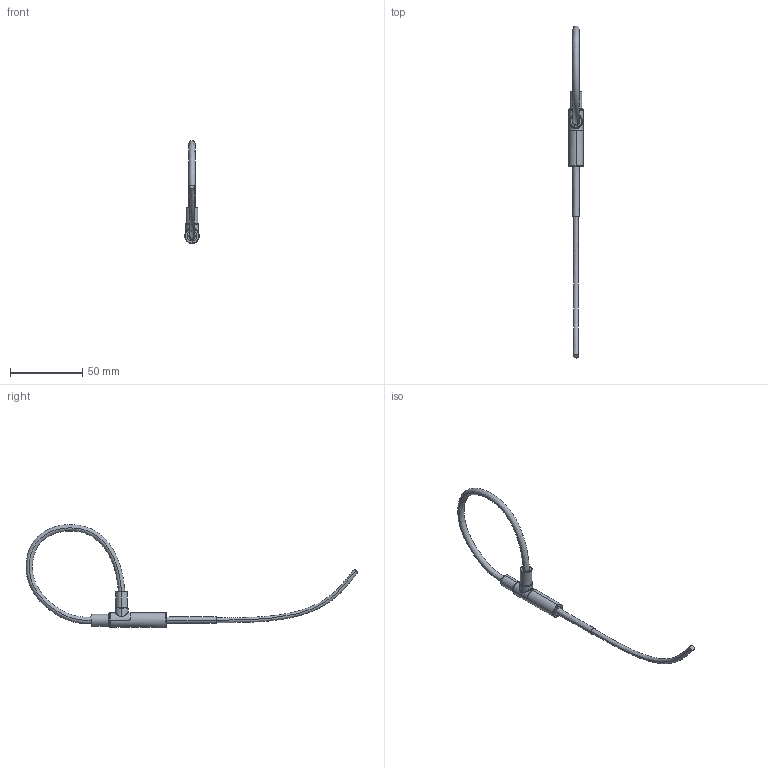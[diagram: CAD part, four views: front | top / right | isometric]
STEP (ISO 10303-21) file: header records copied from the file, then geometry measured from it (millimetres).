
FILE_DESCRIPTION (( 'STEP AP214' ), '1' );
FILE_NAME ('5kV.STEP', '2020-05-18T11:05:14', ( '' ), ( '' ), 'SwSTEP 2.0', 'SolidWorks 2020', '' );
FILE_SCHEMA (( 'AUTOMOTIVE_DESIGN' ));
Length unit declared in the file: millimetre
Products named in the file (1): 5kV
Bounding box: 10 x 229.93 x 71.1 mm (x, y, z)
Volume: 8383.9 mm3; surface area: 9717.1 mm2
Topology: 5 solids, 5 shells, 288 faces, 746 edges, 476 vertices
Faces by surface type: cylinder 168, plane 57, bspline 54, cone 9
Entity records: 26209 total; most frequent: CARTESIAN_POINT 16727, ORIENTED_EDGE 1492, DIRECTION 1010, EDGE_CURVE 746, VERTEX_POINT 476, AXIS2_PLACEMENT_3D 378, B_SPLINE_CURVE_WITH_KNOTS 319, EDGE_LOOP 304
